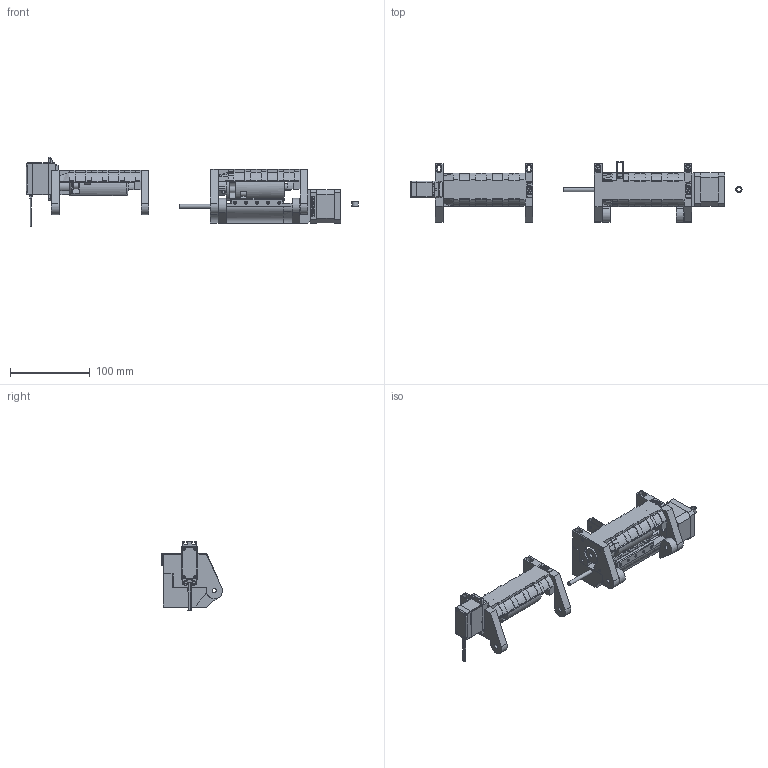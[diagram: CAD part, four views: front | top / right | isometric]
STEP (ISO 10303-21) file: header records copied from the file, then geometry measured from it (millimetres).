
FILE_DESCRIPTION(/* description */ (''),/* implementation_level */ '2;1');
FILE_NAME(/* name */ 'MSU_assembly.step',/* time_stamp */ '2021-05-03T23:19:03-04:00',/* author */ (''),/* organization */ (''),/* preprocessor_version */ 'ST-DEVELOPER v18.1',/* originating_system */ 'Autodesk Translation Framework v10.6.0.1341',/* authorisation */ '');
FILE_SCHEMA (('AUTOMOTIVE_DESIGN { 1 0 10303 214 3 1 1 }'));
Products named in the file (9): MSU assembly; pulley body; Idler body stepper; Servo; Idler for servo; bearing adapter; idler stepper motor; Idler body servo; Holder nema17 v1
Assembly tree (8 placements, depth 2):
  MSU assembly
    pulley body
    Idler body stepper
    Servo
    Idler for servo
    bearing adapter
    idler stepper motor
    Idler body servo
    Holder nema17 v1
Bounding box: 417.41 x 76.39 x 87.24 mm (x, y, z)
Volume: 421223.4 mm3; surface area: 146880.2 mm2
Topology: 10 solids, 11 shells, 1695 faces, 4526 edges, 2937 vertices
Faces by surface type: plane 913, cylinder 341, bspline 312, cone 59, torus 46, sphere 24
Full cylindrical faces by diameter (mm): 1.5 x3, 2.2 x10, 2.5 x1, 2.7 x4, 3 x4, 3.2 x8, 3.4 x8, 4 x5, 4.2 x2, 4.6 x2, 4.99 x1, 5 x4, 5.3 x2, 5.4 x1, 6 x4, 6.1 x1, 6.2 x4, 7.8 x1, 7.9 x12, 8 x1, 9 x23, 24 x1, 24.5 x1
Entity records: 62823 total; most frequent: CARTESIAN_POINT 21677, ORIENTED_EDGE 9018, DIRECTION 7712, EDGE_CURVE 4509, VERTEX_POINT 2937, LINE 2644, VECTOR 2644, AXIS2_PLACEMENT_3D 2534
